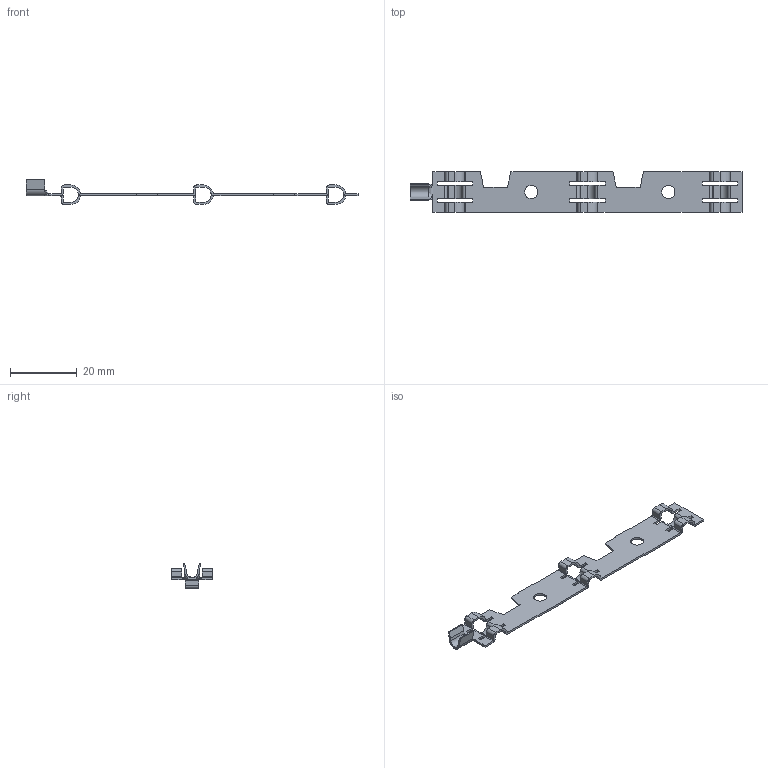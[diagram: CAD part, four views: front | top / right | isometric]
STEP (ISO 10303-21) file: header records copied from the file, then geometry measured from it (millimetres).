
FILE_DESCRIPTION (( 'STEP AP203' ), '1' );
FILE_NAME ('82201.STEP', '2015-01-20T18:48:58', ( '' ), ( '' ), 'SwSTEP 2.0', 'SolidWorks 2014', '' );
FILE_SCHEMA (( 'CONFIG_CONTROL_DESIGN' ));
Length unit declared in the file: inch
Products named in the file (1): 82201
Bounding box: 99.31 x 12.45 x 7.47 mm (x, y, z)
Volume: 714.7 mm3; surface area: 2566.7 mm2
Topology: 1 solids, 1 shells, 194 faces, 604 edges, 400 vertices
Faces by surface type: plane 108, cylinder 78, bspline 8
Entity records: 7110 total; most frequent: CARTESIAN_POINT 1548, ORIENTED_EDGE 1208, DIRECTION 1114, EDGE_CURVE 604, VECTOR 428, LINE 428, VERTEX_POINT 400, AXIS2_PLACEMENT_3D 343
